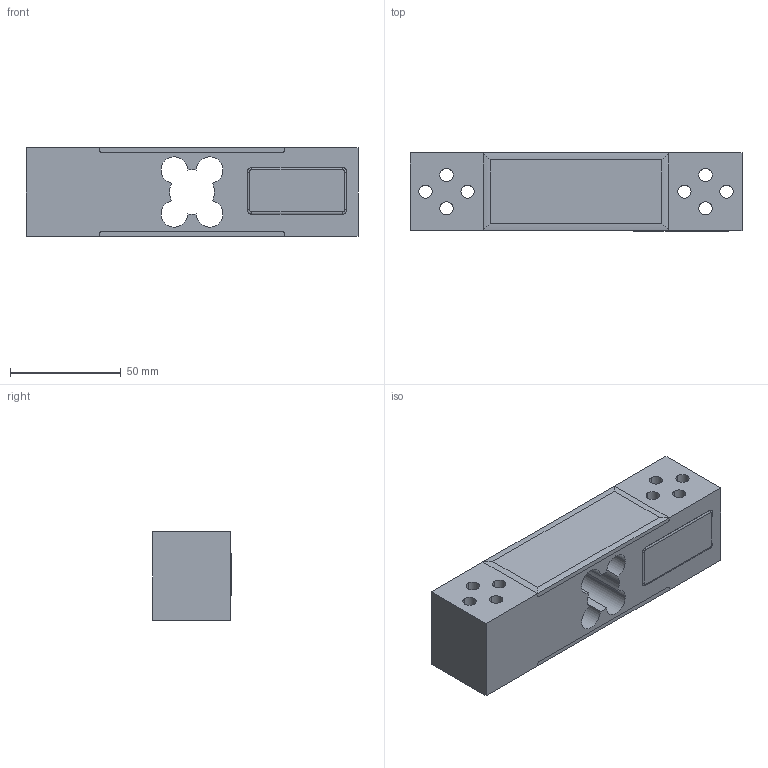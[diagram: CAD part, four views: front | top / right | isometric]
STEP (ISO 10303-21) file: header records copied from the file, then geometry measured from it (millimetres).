
FILE_DESCRIPTION(('STEP AP214'),'1');
FILE_NAME('AM 60-100-150-200-300 kg.stp','2018-01-10T15:48:30',(' '),(' '),'Spatial InterOp 3D',' ',' ');
FILE_SCHEMA(('AUTOMOTIVE_DESIGN { 1 0 10303 214 1 1 1 1 }'));
Length unit declared in the file: metre
Products named in the file (5): AM 60-100-150-200-300 kg; corpo; resina; 1; 2
Assembly tree (5 placements, depth 3):
  AM 60-100-150-200-300 kg
    corpo
    resina
      1
      2  x2
Bounding box: 150 x 35.25 x 40.5 mm (x, y, z)
Volume: 178434.4 mm3; surface area: 48381.6 mm2
Topology: 4 solids, 4 shells, 103 faces, 263 edges, 170 vertices
Faces by surface type: cylinder 61, plane 38, torus 4
Entity records: 3736 total; most frequent: DIRECTION 543, CARTESIAN_POINT 489, ORIENTED_EDGE 474, EDGE_CURVE 237, AXIS2_PLACEMENT_3D 208, VERTEX_POINT 154, LINE 127, VECTOR 127
